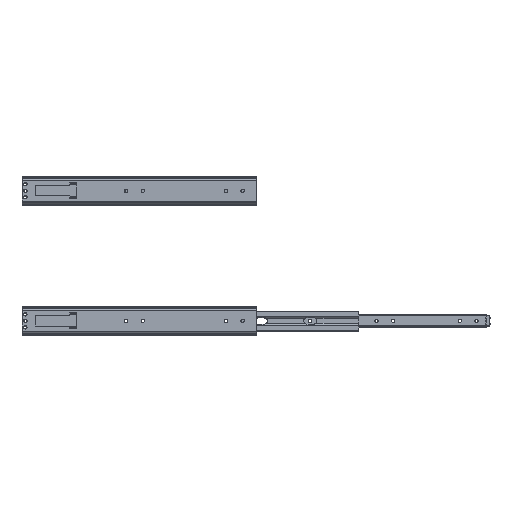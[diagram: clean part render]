
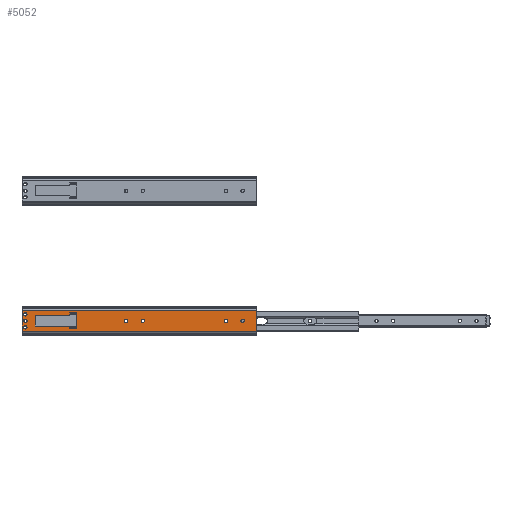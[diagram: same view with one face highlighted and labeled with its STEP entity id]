
A CAD part, top view. The second image highlights one B-rep face of the part: STEP entity #5052.
In plain terms, the highlighted face is planar.
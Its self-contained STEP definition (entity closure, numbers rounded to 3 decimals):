
#278=CARTESIAN_POINT('',(-446.8,-12.5,0.));
#279=VERTEX_POINT('',#278);
#280=CARTESIAN_POINT('',(-443.5,-12.5,0.0));
#281=DIRECTION('',(0.0,0.0,1.0));
#282=DIRECTION('',(1.0,0.0,0.0));
#283=AXIS2_PLACEMENT_3D('',#280,#281,#282);
#284=CIRCLE('',#283,3.3);
#285=EDGE_CURVE('',#279,#279,#284,.T.);
#306=CARTESIAN_POINT('',(-446.8,0.,0.));
#307=VERTEX_POINT('',#306);
#308=CARTESIAN_POINT('',(-443.5,0.,0.0));
#309=DIRECTION('',(0.0,0.0,1.0));
#310=DIRECTION('',(1.0,0.0,0.0));
#311=AXIS2_PLACEMENT_3D('',#308,#309,#310);
#312=CIRCLE('',#311,3.3);
#313=EDGE_CURVE('',#307,#307,#312,.T.);
#334=CARTESIAN_POINT('',(-446.8,12.5,0.));
#335=VERTEX_POINT('',#334);
#336=CARTESIAN_POINT('',(-443.5,12.5,0.0));
#337=DIRECTION('',(0.0,0.0,1.0));
#338=DIRECTION('',(1.0,0.0,0.0));
#339=AXIS2_PLACEMENT_3D('',#336,#337,#338);
#340=CIRCLE('',#339,3.3);
#341=EDGE_CURVE('',#335,#335,#340,.T.);
#362=CARTESIAN_POINT('',(-253.3,0.,0.));
#363=VERTEX_POINT('',#362);
#364=CARTESIAN_POINT('',(-250.,0.,0.0));
#365=DIRECTION('',(0.0,0.0,1.0));
#366=DIRECTION('',(1.0,0.0,0.0));
#367=AXIS2_PLACEMENT_3D('',#364,#365,#366);
#368=CIRCLE('',#367,3.3);
#369=EDGE_CURVE('',#363,#363,#368,.T.);
#390=CARTESIAN_POINT('',(-221.3,0.,0.));
#391=VERTEX_POINT('',#390);
#392=CARTESIAN_POINT('',(-218.,0.,0.0));
#393=DIRECTION('',(0.0,0.0,1.0));
#394=DIRECTION('',(1.0,0.0,0.0));
#395=AXIS2_PLACEMENT_3D('',#392,#393,#394);
#396=CIRCLE('',#395,3.3);
#397=EDGE_CURVE('',#391,#391,#396,.T.);
#418=CARTESIAN_POINT('',(-61.3,0.,0.));
#419=VERTEX_POINT('',#418);
#420=CARTESIAN_POINT('',(-58.,0.,0.0));
#421=DIRECTION('',(0.0,0.0,1.0));
#422=DIRECTION('',(1.0,0.0,0.0));
#423=AXIS2_PLACEMENT_3D('',#420,#421,#422);
#424=CIRCLE('',#423,3.3);
#425=EDGE_CURVE('',#419,#419,#424,.T.);
#446=CARTESIAN_POINT('',(-29.3,0.,0.));
#447=VERTEX_POINT('',#446);
#448=CARTESIAN_POINT('',(-26.,0.,0.0));
#449=DIRECTION('',(0.0,0.0,1.0));
#450=DIRECTION('',(1.0,0.0,0.0));
#451=AXIS2_PLACEMENT_3D('',#448,#449,#450);
#452=CIRCLE('',#451,3.3);
#453=EDGE_CURVE('',#447,#447,#452,.T.);
#4247=CARTESIAN_POINT('',(-424.5,9.9,0.0));
#4248=VERTEX_POINT('',#4247);
#4249=CARTESIAN_POINT('',(-424.5,-9.9,0.0));
#4250=VERTEX_POINT('',#4249);
#4251=CARTESIAN_POINT('',(-424.5,9.9,0.0));
#4252=DIRECTION('',(0.0,-1.0,0.0));
#4253=VECTOR('',#4252,19.8);
#4254=LINE('',#4251,#4253);
#4255=EDGE_CURVE('',#4248,#4250,#4254,.T.);
#4278=CARTESIAN_POINT('',(-358.,-9.9,0.0));
#4279=VERTEX_POINT('',#4278);
#4280=CARTESIAN_POINT('',(-424.5,-9.9,0.0));
#4281=DIRECTION('',(1.0,0.0,0.0));
#4282=VECTOR('',#4281,66.5);
#4283=LINE('',#4280,#4282);
#4284=EDGE_CURVE('',#4250,#4279,#4283,.T.);
#4302=CARTESIAN_POINT('',(-358.,-15.25,0.0));
#4303=VERTEX_POINT('',#4302);
#4304=CARTESIAN_POINT('',(-358.,-9.9,0.0));
#4305=DIRECTION('',(0.0,-1.0,0.0));
#4306=VECTOR('',#4305,5.35);
#4307=LINE('',#4304,#4306);
#4308=EDGE_CURVE('',#4279,#4303,#4307,.T.);
#4327=CARTESIAN_POINT('',(-344.5,-15.25,0.0));
#4328=VERTEX_POINT('',#4327);
#4329=CARTESIAN_POINT('',(-358.,-15.25,0.0));
#4330=DIRECTION('',(1.0,0.0,0.0));
#4331=VECTOR('',#4330,13.5);
#4332=LINE('',#4329,#4331);
#4333=EDGE_CURVE('',#4303,#4328,#4332,.T.);
#4351=CARTESIAN_POINT('',(-358.,9.9,0.0));
#4352=VERTEX_POINT('',#4351);
#4353=CARTESIAN_POINT('',(-358.,9.9,0.0));
#4354=DIRECTION('',(-1.0,0.0,0.0));
#4355=VECTOR('',#4354,66.5);
#4356=LINE('',#4353,#4355);
#4357=EDGE_CURVE('',#4352,#4248,#4356,.T.);
#4375=CARTESIAN_POINT('',(-358.,15.25,0.0));
#4376=VERTEX_POINT('',#4375);
#4377=CARTESIAN_POINT('',(-358.,15.25,0.0));
#4378=DIRECTION('',(0.0,-1.0,0.0));
#4379=VECTOR('',#4378,5.35);
#4380=LINE('',#4377,#4379);
#4381=EDGE_CURVE('',#4376,#4352,#4380,.T.);
#4400=CARTESIAN_POINT('',(-344.5,15.25,0.0));
#4401=VERTEX_POINT('',#4400);
#4402=CARTESIAN_POINT('',(-344.5,-15.25,0.0));
#4403=DIRECTION('',(0.0,1.0,0.0));
#4404=VECTOR('',#4403,30.5);
#4405=LINE('',#4402,#4404);
#4406=EDGE_CURVE('',#4328,#4401,#4405,.T.);
#4426=CARTESIAN_POINT('',(-344.5,15.25,0.0));
#4427=DIRECTION('',(-1.0,0.0,0.0));
#4428=VECTOR('',#4427,13.5);
#4429=LINE('',#4426,#4428);
#4430=EDGE_CURVE('',#4401,#4376,#4429,.T.);
#4682=CARTESIAN_POINT('',(-450.0,19.798,0.0));
#4683=VERTEX_POINT('',#4682);
#4699=CARTESIAN_POINT('',(0.,19.798,0.0));
#4700=VERTEX_POINT('',#4699);
#4708=CARTESIAN_POINT('',(-450.0,19.798,0.0));
#4709=DIRECTION('',(1.0,0.0,0.0));
#4710=VECTOR('',#4709,450.0);
#4711=LINE('',#4708,#4710);
#4712=EDGE_CURVE('',#4683,#4700,#4711,.T.);
#4815=CARTESIAN_POINT('',(-450.0,-19.798,0.0));
#4816=VERTEX_POINT('',#4815);
#4824=CARTESIAN_POINT('',(0.,-19.798,0.0));
#4825=VERTEX_POINT('',#4824);
#4826=CARTESIAN_POINT('',(-450.0,-19.798,0.0));
#4827=DIRECTION('',(1.0,0.0,0.0));
#4828=VECTOR('',#4827,450.0);
#4829=LINE('',#4826,#4828);
#4830=EDGE_CURVE('',#4816,#4825,#4829,.T.);
#5000=CARTESIAN_POINT('',(-225.,0.,0.0));
#5001=DIRECTION('',(0.0,0.0,1.0));
#5002=DIRECTION('',(1.0,0.0,0.0));
#5003=AXIS2_PLACEMENT_3D('',#5000,#5001,#5002);
#5004=PLANE('',#5003);
#5005=ORIENTED_EDGE('',*,*,#4712,.T.);
#5006=CARTESIAN_POINT('',(0.,19.798,0.0));
#5007=DIRECTION('',(0.0,-1.0,0.0));
#5008=VECTOR('',#5007,39.595);
#5009=LINE('',#5006,#5008);
#5010=EDGE_CURVE('',#4700,#4825,#5009,.T.);
#5011=ORIENTED_EDGE('',*,*,#5010,.T.);
#5012=ORIENTED_EDGE('',*,*,#4830,.F.);
#5013=CARTESIAN_POINT('',(-450.0,-19.798,0.0));
#5014=DIRECTION('',(0.0,1.0,0.0));
#5015=VECTOR('',#5014,39.595);
#5016=LINE('',#5013,#5015);
#5017=EDGE_CURVE('',#4816,#4683,#5016,.T.);
#5018=ORIENTED_EDGE('',*,*,#5017,.T.);
#5019=EDGE_LOOP('',(#5005,#5011,#5012,#5018));
#5020=FACE_OUTER_BOUND('',#5019,.T.);
#5021=ORIENTED_EDGE('',*,*,#285,.T.);
#5022=EDGE_LOOP('',(#5021));
#5023=FACE_BOUND('',#5022,.T.);
#5024=ORIENTED_EDGE('',*,*,#313,.T.);
#5025=EDGE_LOOP('',(#5024));
#5026=FACE_BOUND('',#5025,.T.);
#5027=ORIENTED_EDGE('',*,*,#341,.T.);
#5028=EDGE_LOOP('',(#5027));
#5029=FACE_BOUND('',#5028,.T.);
#5030=ORIENTED_EDGE('',*,*,#369,.T.);
#5031=EDGE_LOOP('',(#5030));
#5032=FACE_BOUND('',#5031,.T.);
#5033=ORIENTED_EDGE('',*,*,#397,.T.);
#5034=EDGE_LOOP('',(#5033));
#5035=FACE_BOUND('',#5034,.T.);
#5036=ORIENTED_EDGE('',*,*,#425,.T.);
#5037=EDGE_LOOP('',(#5036));
#5038=FACE_BOUND('',#5037,.T.);
#5039=ORIENTED_EDGE('',*,*,#453,.T.);
#5040=EDGE_LOOP('',(#5039));
#5041=FACE_BOUND('',#5040,.T.);
#5042=ORIENTED_EDGE('',*,*,#4406,.T.);
#5043=ORIENTED_EDGE('',*,*,#4430,.T.);
#5044=ORIENTED_EDGE('',*,*,#4381,.T.);
#5045=ORIENTED_EDGE('',*,*,#4357,.T.);
#5046=ORIENTED_EDGE('',*,*,#4255,.T.);
#5047=ORIENTED_EDGE('',*,*,#4284,.T.);
#5048=ORIENTED_EDGE('',*,*,#4308,.T.);
#5049=ORIENTED_EDGE('',*,*,#4333,.T.);
#5050=EDGE_LOOP('',(#5042,#5043,#5044,#5045,#5046,#5047,#5048,#5049));
#5051=FACE_BOUND('',#5050,.T.);
#5052=ADVANCED_FACE('',(#5020,#5023,#5026,#5029,#5032,#5035,#5038,#5041,#5051),#5004,.F.);
